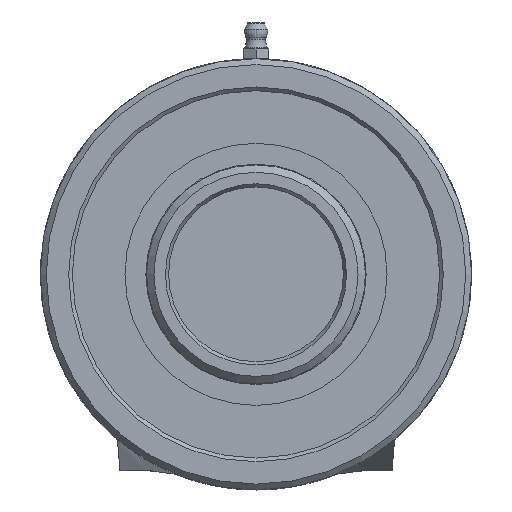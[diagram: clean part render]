
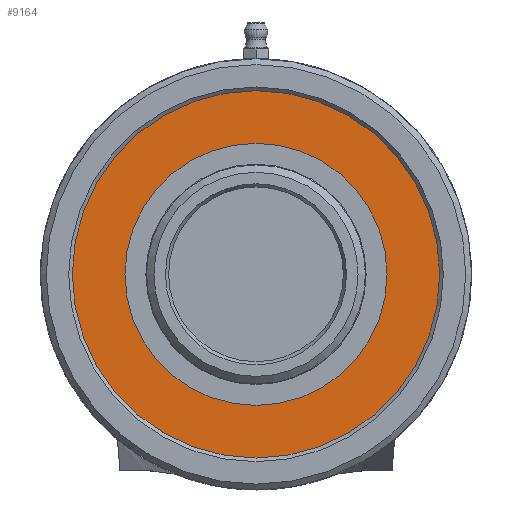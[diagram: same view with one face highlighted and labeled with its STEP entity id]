
A CAD part, left-side view. The second image highlights one B-rep face of the part: STEP entity #9164.
In plain terms, the highlighted planar face has unit normal (-1, 0, 0).
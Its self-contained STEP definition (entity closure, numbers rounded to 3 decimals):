
#632=FACE_BOUND('',#1667,.T.);
#1124=FACE_OUTER_BOUND('',#1666,.T.);
#1666=EDGE_LOOP('',(#6008));
#1667=EDGE_LOOP('',(#6009));
#2255=CIRCLE('',#9729,50.04);
#2256=CIRCLE('',#9730,35.);
#3598=VERTEX_POINT('',#13175);
#3599=VERTEX_POINT('',#13177);
#4557=EDGE_CURVE('',#3598,#3598,#2255,.T.);
#4558=EDGE_CURVE('',#3599,#3599,#2256,.T.);
#6008=ORIENTED_EDGE('',*,*,#4557,.F.);
#6009=ORIENTED_EDGE('',*,*,#4558,.F.);
#8897=PLANE('',#9728);
#9164=ADVANCED_FACE('',(#1124,#632),#8897,.T.);
#9728=AXIS2_PLACEMENT_3D('',#13174,#10659,#10660);
#9729=AXIS2_PLACEMENT_3D('',#13176,#10661,#10662);
#9730=AXIS2_PLACEMENT_3D('',#13178,#10663,#10664);
#10659=DIRECTION('center_axis',(-1.,0.,0.));
#10660=DIRECTION('ref_axis',(0.,0.,1.));
#10661=DIRECTION('center_axis',(1.,0.,0.));
#10662=DIRECTION('ref_axis',(0.,0.,-1.));
#10663=DIRECTION('center_axis',(-1.,0.,0.));
#10664=DIRECTION('ref_axis',(0.,-1.,0.));
#13174=CARTESIAN_POINT('Origin',(70.514,0.,27.27));
#13175=CARTESIAN_POINT('',(70.514,0.,50.04));
#13176=CARTESIAN_POINT('Origin',(70.514,0.,0.));
#13177=CARTESIAN_POINT('',(70.514,35.,0.));
#13178=CARTESIAN_POINT('Origin',(70.514,0.,0.));
